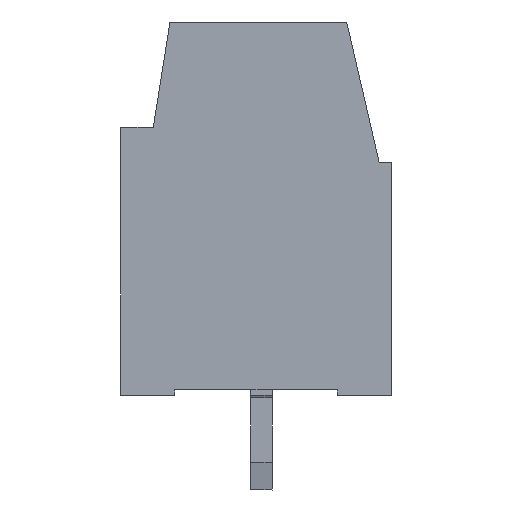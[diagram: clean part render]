
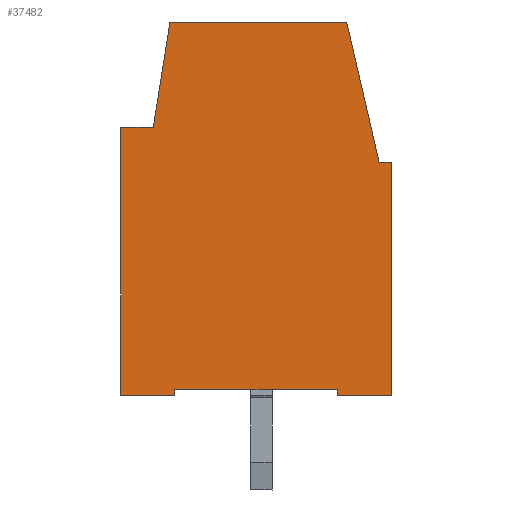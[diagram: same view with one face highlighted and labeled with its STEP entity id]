
A CAD part, left-side view. The second image highlights one B-rep face of the part: STEP entity #37482.
In plain terms, the highlighted planar face has unit normal (-1, 0, 0).
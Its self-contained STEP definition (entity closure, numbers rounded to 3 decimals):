
#37390=AXIS2_PLACEMENT_3D('Plane Axis2P3D',#37387,#37388,#37389) ;
#36998=CARTESIAN_POINT('Vertex',(0.,0.,12.101)) ;
#37001=CARTESIAN_POINT('Line Origine',(0.,0.,7.8)) ;
#37005=CARTESIAN_POINT('Vertex',(0.,0.,3.5)) ;
#37371=CARTESIAN_POINT('Vertex',(0.,0.445,12.1)) ;
#37374=CARTESIAN_POINT('Line Origine',(0.,0.223,12.1)) ;
#37387=CARTESIAN_POINT('Axis2P3D Location',(0.,3.449,14.)) ;
#37392=CARTESIAN_POINT('Line Origine',(0.,1.027,14.623)) ;
#37396=CARTESIAN_POINT('Vertex',(0.,1.609,17.145)) ;
#37399=CARTESIAN_POINT('Line Origine',(0.,1.627,17.223)) ;
#37403=CARTESIAN_POINT('Vertex',(0.,1.645,17.3)) ;
#37406=CARTESIAN_POINT('Line Origine',(0.,4.913,17.3)) ;
#37410=CARTESIAN_POINT('Vertex',(0.,8.181,17.301)) ;
#37413=CARTESIAN_POINT('Line Origine',(0.,8.49,15.351)) ;
#37417=CARTESIAN_POINT('Vertex',(0.,8.799,13.401)) ;
#37420=CARTESIAN_POINT('Line Origine',(0.,9.399,13.401)) ;
#37424=CARTESIAN_POINT('Vertex',(0.,9.999,13.401)) ;
#37427=CARTESIAN_POINT('Line Origine',(0.,10.,8.451)) ;
#37431=CARTESIAN_POINT('Vertex',(0.,10.,3.501)) ;
#37434=CARTESIAN_POINT('Line Origine',(0.,9.,3.501)) ;
#37438=CARTESIAN_POINT('Vertex',(0.,8.,3.501)) ;
#37441=CARTESIAN_POINT('Line Origine',(0.,8.,3.601)) ;
#37445=CARTESIAN_POINT('Vertex',(0.,8.,3.701)) ;
#37448=CARTESIAN_POINT('Line Origine',(0.,5.,3.7)) ;
#37452=CARTESIAN_POINT('Vertex',(0.,2.,3.7)) ;
#37455=CARTESIAN_POINT('Line Origine',(0.,2.,3.6)) ;
#37459=CARTESIAN_POINT('Vertex',(0.,2.,3.5)) ;
#37462=CARTESIAN_POINT('Line Origine',(0.,1.,3.5)) ;
#37002=DIRECTION('Vector Direction',(0.,0.,1.)) ;
#37375=DIRECTION('Vector Direction',(0.,-1.,0.001)) ;
#37388=DIRECTION('Axis2P3D Direction',(1.,0.,0.)) ;
#37389=DIRECTION('Axis2P3D XDirection',(0.,1.,0.)) ;
#37393=DIRECTION('Vector Direction',(0.,0.225,0.974)) ;
#37400=DIRECTION('Vector Direction',(0.,0.225,0.974)) ;
#37407=DIRECTION('Vector Direction',(0.,-1.,0.)) ;
#37414=DIRECTION('Vector Direction',(0.,0.157,-0.988)) ;
#37421=DIRECTION('Vector Direction',(0.,-1.,0.)) ;
#37428=DIRECTION('Vector Direction',(0.,0.,-1.)) ;
#37435=DIRECTION('Vector Direction',(0.,-1.,0.)) ;
#37442=DIRECTION('Vector Direction',(0.,0.,1.)) ;
#37449=DIRECTION('Vector Direction',(0.,-1.,0.)) ;
#37456=DIRECTION('Vector Direction',(0.,0.,-1.)) ;
#37463=DIRECTION('Vector Direction',(0.,-1.,0.)) ;
#37003=VECTOR('Line Direction',#37002,1.) ;
#37376=VECTOR('Line Direction',#37375,1.) ;
#37394=VECTOR('Line Direction',#37393,1.) ;
#37401=VECTOR('Line Direction',#37400,1.) ;
#37408=VECTOR('Line Direction',#37407,1.) ;
#37415=VECTOR('Line Direction',#37414,1.) ;
#37422=VECTOR('Line Direction',#37421,1.) ;
#37429=VECTOR('Line Direction',#37428,1.) ;
#37436=VECTOR('Line Direction',#37435,1.) ;
#37443=VECTOR('Line Direction',#37442,1.) ;
#37450=VECTOR('Line Direction',#37449,1.) ;
#37457=VECTOR('Line Direction',#37456,1.) ;
#37464=VECTOR('Line Direction',#37463,1.) ;
#37468=ORIENTED_EDGE('',*,*,#37007,.T.) ;
#37469=ORIENTED_EDGE('',*,*,#37378,.F.) ;
#37470=ORIENTED_EDGE('',*,*,#37398,.T.) ;
#37471=ORIENTED_EDGE('',*,*,#37405,.T.) ;
#37472=ORIENTED_EDGE('',*,*,#37412,.F.) ;
#37473=ORIENTED_EDGE('',*,*,#37419,.T.) ;
#37474=ORIENTED_EDGE('',*,*,#37426,.F.) ;
#37475=ORIENTED_EDGE('',*,*,#37433,.T.) ;
#37476=ORIENTED_EDGE('',*,*,#37440,.T.) ;
#37477=ORIENTED_EDGE('',*,*,#37447,.T.) ;
#37478=ORIENTED_EDGE('',*,*,#37454,.T.) ;
#37479=ORIENTED_EDGE('',*,*,#37461,.T.) ;
#37480=ORIENTED_EDGE('',*,*,#37466,.T.) ;
#37482=ADVANCED_FACE('COVER',(#37481),#37391,.F.) ;
#37007=EDGE_CURVE('',#37006,#36999,#37004,.T.) ;
#37378=EDGE_CURVE('',#37372,#36999,#37377,.T.) ;
#37398=EDGE_CURVE('',#37372,#37397,#37395,.T.) ;
#37405=EDGE_CURVE('',#37397,#37404,#37402,.T.) ;
#37412=EDGE_CURVE('',#37411,#37404,#37409,.T.) ;
#37419=EDGE_CURVE('',#37411,#37418,#37416,.T.) ;
#37426=EDGE_CURVE('',#37425,#37418,#37423,.T.) ;
#37433=EDGE_CURVE('',#37425,#37432,#37430,.T.) ;
#37440=EDGE_CURVE('',#37432,#37439,#37437,.T.) ;
#37447=EDGE_CURVE('',#37439,#37446,#37444,.T.) ;
#37454=EDGE_CURVE('',#37446,#37453,#37451,.T.) ;
#37461=EDGE_CURVE('',#37453,#37460,#37458,.T.) ;
#37466=EDGE_CURVE('',#37460,#37006,#37465,.T.) ;
#37467=EDGE_LOOP('',(#37468,#37469,#37470,#37471,#37472,#37473,#37474,#37475,#37476,#37477,#37478,#37479,#37480)) ;
#37481=FACE_OUTER_BOUND('',#37467,.T.) ;
#37004=LINE('Line',#37001,#37003) ;
#37377=LINE('Line',#37374,#37376) ;
#37395=LINE('Line',#37392,#37394) ;
#37402=LINE('Line',#37399,#37401) ;
#37409=LINE('Line',#37406,#37408) ;
#37416=LINE('Line',#37413,#37415) ;
#37423=LINE('Line',#37420,#37422) ;
#37430=LINE('Line',#37427,#37429) ;
#37437=LINE('Line',#37434,#37436) ;
#37444=LINE('Line',#37441,#37443) ;
#37451=LINE('Line',#37448,#37450) ;
#37458=LINE('Line',#37455,#37457) ;
#37465=LINE('Line',#37462,#37464) ;
#37391=PLANE('',#37390) ;
#36999=VERTEX_POINT('',#36998) ;
#37006=VERTEX_POINT('',#37005) ;
#37372=VERTEX_POINT('',#37371) ;
#37397=VERTEX_POINT('',#37396) ;
#37404=VERTEX_POINT('',#37403) ;
#37411=VERTEX_POINT('',#37410) ;
#37418=VERTEX_POINT('',#37417) ;
#37425=VERTEX_POINT('',#37424) ;
#37432=VERTEX_POINT('',#37431) ;
#37439=VERTEX_POINT('',#37438) ;
#37446=VERTEX_POINT('',#37445) ;
#37453=VERTEX_POINT('',#37452) ;
#37460=VERTEX_POINT('',#37459) ;
